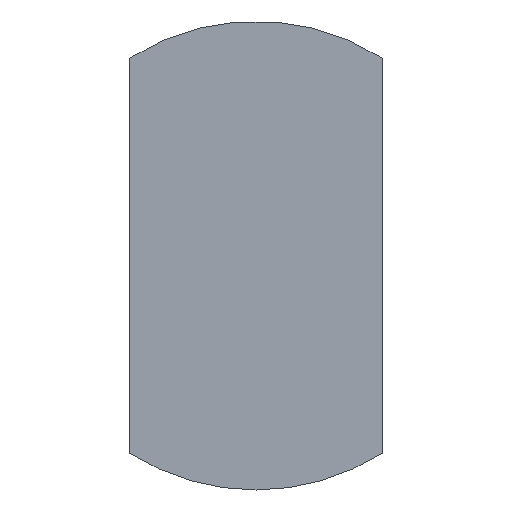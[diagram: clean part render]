
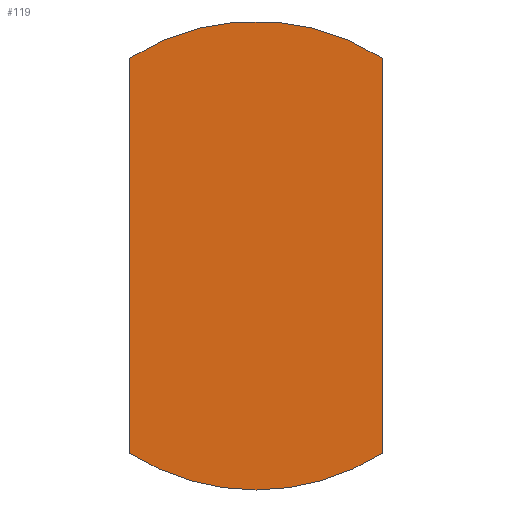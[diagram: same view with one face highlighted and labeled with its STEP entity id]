
A CAD part, front view. The second image highlights one B-rep face of the part: STEP entity #119.
In plain terms, the highlighted planar face has unit normal (0, -1, 0).
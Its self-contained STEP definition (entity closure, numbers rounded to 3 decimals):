
#1 = VERTEX_POINT ( 'NONE', #4 ) ;
#4 = CARTESIAN_POINT ( 'NONE',  ( -3.5, 0., 5.477 ) ) ;
#13 = AXIS2_PLACEMENT_3D ( 'NONE', #140, #227, #166 ) ;
#31 = CARTESIAN_POINT ( 'NONE',  ( -3.5, 0., 0. ) ) ;
#42 = ORIENTED_EDGE ( 'NONE', *, *, #163, .F. ) ;
#44 = VERTEX_POINT ( 'NONE', #179 ) ;
#46 = AXIS2_PLACEMENT_3D ( 'NONE', #70, #267, #160 ) ;
#49 = PLANE ( 'NONE',  #155 ) ;
#51 = LINE ( 'NONE', #31, #147 ) ;
#61 = VERTEX_POINT ( 'NONE', #225 ) ;
#69 = DIRECTION ( 'NONE',  ( 0., 0., -1. ) ) ;
#70 = CARTESIAN_POINT ( 'NONE',  ( 0., 0., 0. ) ) ;
#71 = DIRECTION ( 'NONE',  ( 0., 1., 0. ) ) ;
#85 = EDGE_CURVE ( 'NONE', #61, #172, #131, .T. ) ;
#99 = EDGE_CURVE ( 'NONE', #1, #172, #51, .T. ) ;
#102 = VECTOR ( 'NONE', #116, 1000. ) ;
#106 = ORIENTED_EDGE ( 'NONE', *, *, #123, .F. ) ;
#116 = DIRECTION ( 'NONE',  ( 0., 0., -1. ) ) ;
#119 = ADVANCED_FACE ( 'NONE', ( #226 ), #49, .F. ) ;
#123 = EDGE_CURVE ( 'NONE', #1, #44, #171, .T. ) ;
#125 = ORIENTED_EDGE ( 'NONE', *, *, #261, .F. ) ;
#131 = CIRCLE ( 'NONE', #144, 6.5 ) ;
#136 = ORIENTED_EDGE ( 'NONE', *, *, #99, .T. ) ;
#140 = CARTESIAN_POINT ( 'NONE',  ( 0., 0., 0. ) ) ;
#144 = AXIS2_PLACEMENT_3D ( 'NONE', #245, #265, #239 ) ;
#146 = CARTESIAN_POINT ( 'NONE',  ( 3.5, 0., -5.477 ) ) ;
#147 = VECTOR ( 'NONE', #69, 1000. ) ;
#155 = AXIS2_PLACEMENT_3D ( 'NONE', #241, #71, #176 ) ;
#160 = DIRECTION ( 'NONE',  ( 0., 0., 1. ) ) ;
#163 = EDGE_CURVE ( 'NONE', #44, #234, #270, .T. ) ;
#166 = DIRECTION ( 'NONE',  ( 0., 0., 1. ) ) ;
#171 = CIRCLE ( 'NONE', #46, 6.5 ) ;
#172 = VERTEX_POINT ( 'NONE', #182 ) ;
#176 = DIRECTION ( 'NONE',  ( 0., 0., 1. ) ) ;
#179 = CARTESIAN_POINT ( 'NONE',  ( 3.5, 0., 5.477 ) ) ;
#182 = CARTESIAN_POINT ( 'NONE',  ( -3.5, 0., -5.477 ) ) ;
#186 = CARTESIAN_POINT ( 'NONE',  ( 3.5, 0., 0. ) ) ;
#197 = ORIENTED_EDGE ( 'NONE', *, *, #85, .F. ) ;
#201 = EDGE_LOOP ( 'NONE', ( #125, #42, #106, #136, #197 ) ) ;
#225 = CARTESIAN_POINT ( 'NONE',  ( 0., 0., -6.5 ) ) ;
#226 = FACE_OUTER_BOUND ( 'NONE', #201, .T. ) ;
#227 = DIRECTION ( 'NONE',  ( 0., 1., 0. ) ) ;
#234 = VERTEX_POINT ( 'NONE', #146 ) ;
#239 = DIRECTION ( 'NONE',  ( 0., 0., 1. ) ) ;
#241 = CARTESIAN_POINT ( 'NONE',  ( 0., 0., 0. ) ) ;
#242 = CIRCLE ( 'NONE', #13, 6.5 ) ;
#245 = CARTESIAN_POINT ( 'NONE',  ( 0., 0., 0. ) ) ;
#261 = EDGE_CURVE ( 'NONE', #234, #61, #242, .T. ) ;
#265 = DIRECTION ( 'NONE',  ( 0., 1., 0. ) ) ;
#267 = DIRECTION ( 'NONE',  ( 0., 1., 0. ) ) ;
#270 = LINE ( 'NONE', #186, #102 ) ;
